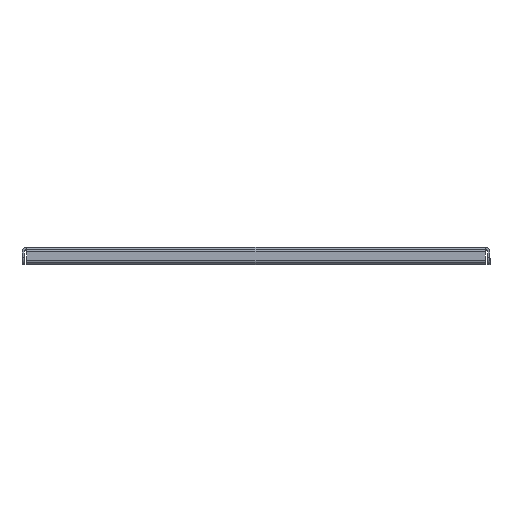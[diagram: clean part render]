
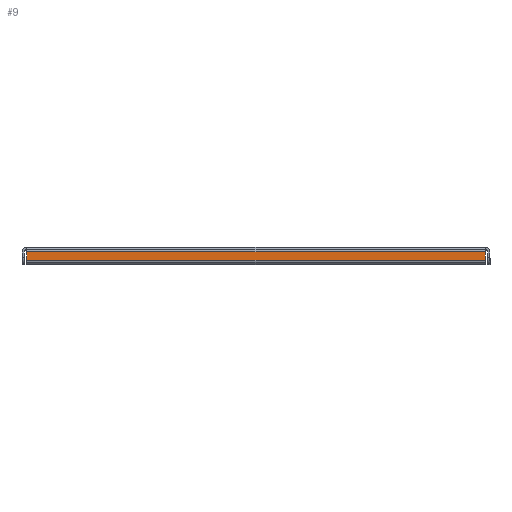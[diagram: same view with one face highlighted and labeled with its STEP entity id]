
A CAD part, front view. The second image highlights one B-rep face of the part: STEP entity #9.
In plain terms, the highlighted planar face has unit normal (0, -1, 0).
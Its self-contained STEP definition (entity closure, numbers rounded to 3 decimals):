
#9 = ADVANCED_FACE ( 'NONE', ( #506 ), #1828, .F. ) ;
#171 = DIRECTION ( 'NONE',  ( 0., 0., -1. ) ) ;
#193 = LINE ( 'NONE', #1817, #644 ) ;
#230 = DIRECTION ( 'NONE',  ( 1., 0., 0. ) ) ;
#247 = VERTEX_POINT ( 'NONE', #2686 ) ;
#506 = FACE_OUTER_BOUND ( 'NONE', #877, .T. ) ;
#597 = EDGE_CURVE ( 'NONE', #2232, #247, #2197, .T. ) ;
#644 = VECTOR ( 'NONE', #171, 1000. ) ;
#740 = LINE ( 'NONE', #2065, #1896 ) ;
#877 = EDGE_LOOP ( 'NONE', ( #2962, #1737, #2151, #2019 ) ) ;
#1020 = CARTESIAN_POINT ( 'NONE',  ( -195.5, -500., -4. ) ) ;
#1046 = DIRECTION ( 'NONE',  ( 0., 0., 1. ) ) ;
#1144 = CARTESIAN_POINT ( 'NONE',  ( -195.5, -500., -11. ) ) ;
#1241 = CARTESIAN_POINT ( 'NONE',  ( -195.5, -500., -11. ) ) ;
#1295 = EDGE_CURVE ( 'NONE', #2232, #3283, #740, .T. ) ;
#1737 = ORIENTED_EDGE ( 'NONE', *, *, #1808, .F. ) ;
#1808 = EDGE_CURVE ( 'NONE', #2879, #247, #193, .T. ) ;
#1817 = CARTESIAN_POINT ( 'NONE',  ( 195.5, -500., -2. ) ) ;
#1818 = VECTOR ( 'NONE', #230, 1000. ) ;
#1828 = PLANE ( 'NONE',  #2983 ) ;
#1896 = VECTOR ( 'NONE', #1046, 1000. ) ;
#2019 = ORIENTED_EDGE ( 'NONE', *, *, #1295, .F. ) ;
#2065 = CARTESIAN_POINT ( 'NONE',  ( -195.5, -500., -15. ) ) ;
#2144 = CARTESIAN_POINT ( 'NONE',  ( 195.5, -500., -4. ) ) ;
#2151 = ORIENTED_EDGE ( 'NONE', *, *, #2297, .F. ) ;
#2197 = LINE ( 'NONE', #1241, #1818 ) ;
#2232 = VERTEX_POINT ( 'NONE', #1144 ) ;
#2258 = DIRECTION ( 'NONE',  ( 0., 1., 0. ) ) ;
#2297 = EDGE_CURVE ( 'NONE', #3283, #2879, #4154, .T. ) ;
#2345 = DIRECTION ( 'NONE',  ( 0., 0., 1. ) ) ;
#2686 = CARTESIAN_POINT ( 'NONE',  ( 195.5, -500., -11. ) ) ;
#2879 = VERTEX_POINT ( 'NONE', #3272 ) ;
#2962 = ORIENTED_EDGE ( 'NONE', *, *, #597, .T. ) ;
#2983 = AXIS2_PLACEMENT_3D ( 'NONE', #3153, #2258, #2345 ) ;
#3153 = CARTESIAN_POINT ( 'NONE',  ( 0., -500., 0. ) ) ;
#3272 = CARTESIAN_POINT ( 'NONE',  ( 195.5, -500., -4. ) ) ;
#3283 = VERTEX_POINT ( 'NONE', #1020 ) ;
#3465 = DIRECTION ( 'NONE',  ( 1., 0., 0. ) ) ;
#3872 = VECTOR ( 'NONE', #3465, 1000. ) ;
#4154 = LINE ( 'NONE', #2144, #3872 ) ;
